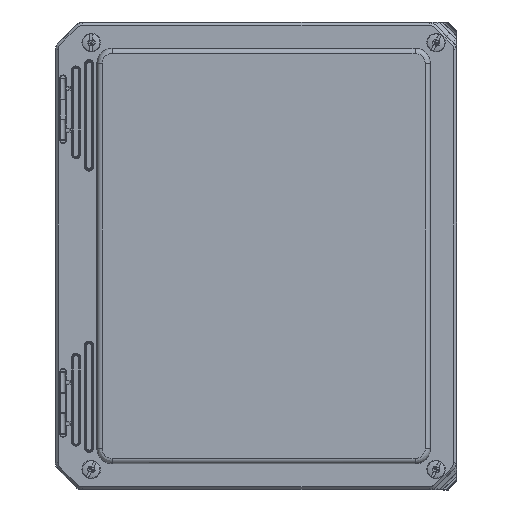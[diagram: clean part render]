
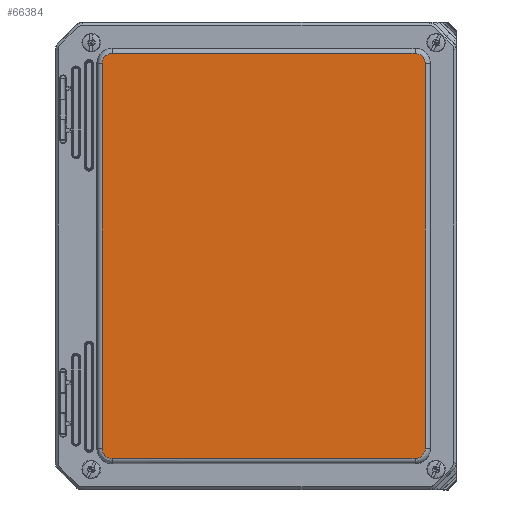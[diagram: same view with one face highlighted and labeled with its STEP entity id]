
A CAD part, top view. The second image highlights one B-rep face of the part: STEP entity #66384.
In plain terms, the highlighted planar face has unit normal (0, 0, 1).
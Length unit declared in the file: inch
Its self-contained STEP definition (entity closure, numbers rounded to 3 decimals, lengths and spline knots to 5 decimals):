
#1640 = LINE ( 'NONE', #114940, #81813 ) ;
#1765 = CARTESIAN_POINT ( 'NONE',  ( 3.9453, -4.70217, 6.31038 ) ) ;
#4986 = LINE ( 'NONE', #24616, #50330 ) ;
#5970 = EDGE_CURVE ( 'NONE', #86369, #110195, #1640, .T. ) ;
#6466 = CARTESIAN_POINT ( 'NONE',  ( -3.9473, 4.6905, 6.31038 ) ) ;
#13284 = CARTESIAN_POINT ( 'NONE',  ( 3.85651, 4.89263, 6.31038 ) ) ;
#14115 = CARTESIAN_POINT ( 'NONE',  ( 3.77014, 4.9342, 6.31038 ) ) ;
#16119 = CARTESIAN_POINT ( 'NONE',  ( -3.77214, 4.9342, 6.31038 ) ) ;
#16196 = CARTESIAN_POINT ( 'NONE',  ( 3.94109, -4.75827, 6.31038 ) ) ;
#16709 = VERTEX_POINT ( 'NONE', #36278 ) ;
#21326 = FACE_OUTER_BOUND ( 'NONE', #70952, .T. ) ;
#22000 = AXIS2_PLACEMENT_3D ( 'NONE', #60910, #78274, #59629 ) ;
#22837 = CARTESIAN_POINT ( 'NONE',  ( -3.69734, -4.95213, 6.31038 ) ) ;
#24616 = CARTESIAN_POINT ( 'NONE',  ( -0.001, 4.94047, 6.31038 ) ) ;
#25011 = CARTESIAN_POINT ( 'NONE',  ( -3.93024, 4.80267, 6.31038 ) ) ;
#25933 = CARTESIAN_POINT ( 'NONE',  ( 3.88245, -4.87529, 6.31038 ) ) ;
#32071 = ORIENTED_EDGE ( 'NONE', *, *, #108801, .F. ) ;
#34377 = CARTESIAN_POINT ( 'NONE',  ( 3.9453, -4.72087, 6.31038 ) ) ;
#35968 = CARTESIAN_POINT ( 'NONE',  ( -3.9473, 4.7279, 6.31038 ) ) ;
#36022 = EDGE_CURVE ( 'NONE', #60359, #50701, #99652, .T. ) ;
#36278 = CARTESIAN_POINT ( 'NONE',  ( 3.69534, 4.94047, 6.31038 ) ) ;
#41304 = VERTEX_POINT ( 'NONE', #112268 ) ;
#41669 = CARTESIAN_POINT ( 'NONE',  ( -3.69734, -4.95213, 6.31038 ) ) ;
#43723 = B_SPLINE_CURVE_WITH_KNOTS ( 'NONE', 3,
 ( #99675, #120408, #14115, #13284, #81847, #61949, #89928 ),
 .UNSPECIFIED., .F., .F.,
 ( 4, 1, 1, 1, 4 ),
 ( 0., 0.14286, 0.42857, 0.71429, 1. ),
 .UNSPECIFIED. ) ;
#45337 = DIRECTION ( 'NONE',  ( 1., 0., 0. ) ) ;
#45385 = CARTESIAN_POINT ( 'NONE',  ( 3.69534, -4.95213, 6.31038 ) ) ;
#48041 = ORIENTED_EDGE ( 'NONE', *, *, #36022, .F. ) ;
#49570 = VECTOR ( 'NONE', #86136, 39.37008 ) ;
#50330 = VECTOR ( 'NONE', #45337, 39.37008 ) ;
#50701 = VERTEX_POINT ( 'NONE', #97259 ) ;
#52098 = CARTESIAN_POINT ( 'NONE',  ( -3.93024, -4.81434, 6.31038 ) ) ;
#52932 = CARTESIAN_POINT ( 'NONE',  ( -3.85851, -4.90429, 6.31038 ) ) ;
#59629 = DIRECTION ( 'NONE',  ( 1., 0., 0. ) ) ;
#60260 = VECTOR ( 'NONE', #125372, 39.37008 ) ;
#60359 = VERTEX_POINT ( 'NONE', #96900 ) ;
#60910 = CARTESIAN_POINT ( 'NONE',  ( -0.001, -0.00583, 6.31038 ) ) ;
#61949 = CARTESIAN_POINT ( 'NONE',  ( 3.9453, 4.7279, 6.31038 ) ) ;
#62022 = VERTEX_POINT ( 'NONE', #1765 ) ;
#64055 = B_SPLINE_CURVE_WITH_KNOTS ( 'NONE', 3,
 ( #22837, #110003, #110815, #52932, #52098, #119796, #71478 ),
 .UNSPECIFIED., .F., .F.,
 ( 4, 1, 1, 1, 4 ),
 ( 0., 0.14286, 0.42857, 0.71429, 1. ),
 .UNSPECIFIED. ) ;
#64779 = CARTESIAN_POINT ( 'NONE',  ( -3.85851, 4.89263, 6.31038 ) ) ;
#65836 = CARTESIAN_POINT ( 'NONE',  ( 3.9453, -0.00583, 6.31038 ) ) ;
#66199 = ORIENTED_EDGE ( 'NONE', *, *, #120493, .F. ) ;
#66384 = ADVANCED_FACE ( 'NONE', ( #21326 ), #99435, .F. ) ;
#67012 = EDGE_CURVE ( 'NONE', #62022, #86369, #89387, .T. ) ;
#69684 = EDGE_CURVE ( 'NONE', #50701, #41304, #108823, .T. ) ;
#70952 = EDGE_LOOP ( 'NONE', ( #75185, #48041, #78696, #125449, #77885, #66199, #75518, #32071 ) ) ;
#71478 = CARTESIAN_POINT ( 'NONE',  ( -3.9473, -4.70217, 6.31038 ) ) ;
#74178 = CARTESIAN_POINT ( 'NONE',  ( 3.9453, -4.70217, 6.31038 ) ) ;
#75185 = ORIENTED_EDGE ( 'NONE', *, *, #69684, .F. ) ;
#75518 = ORIENTED_EDGE ( 'NONE', *, *, #95470, .F. ) ;
#77885 = ORIENTED_EDGE ( 'NONE', *, *, #67012, .F. ) ;
#78274 = DIRECTION ( 'NONE',  ( 0., 0., -1. ) ) ;
#78696 = ORIENTED_EDGE ( 'NONE', *, *, #99299, .F. ) ;
#81813 = VECTOR ( 'NONE', #114525, 39.37008 ) ;
#81847 = CARTESIAN_POINT ( 'NONE',  ( 3.92824, 4.80267, 6.31038 ) ) ;
#83834 = CARTESIAN_POINT ( 'NONE',  ( -3.71604, 4.94047, 6.31038 ) ) ;
#86136 = DIRECTION ( 'NONE',  ( 0., -1., 0. ) ) ;
#86369 = VERTEX_POINT ( 'NONE', #106136 ) ;
#89387 = B_SPLINE_CURVE_WITH_KNOTS ( 'NONE', 3,
 ( #74178, #34377, #16196, #102949, #25933, #122464, #92394, #45385 ),
 .UNSPECIFIED., .F., .F.,
 ( 4, 1, 1, 1, 1, 4 ),
 ( 0., 0.14286, 0.28571, 0.42857, 0.71429, 1. ),
 .UNSPECIFIED. ) ;
#89928 = CARTESIAN_POINT ( 'NONE',  ( 3.9453, 4.6905, 6.31038 ) ) ;
#92394 = CARTESIAN_POINT ( 'NONE',  ( 3.73274, -4.95213, 6.31038 ) ) ;
#95470 = EDGE_CURVE ( 'NONE', #16709, #98402, #43723, .T. ) ;
#96900 = CARTESIAN_POINT ( 'NONE',  ( -3.9473, -4.70217, 6.31038 ) ) ;
#97259 = CARTESIAN_POINT ( 'NONE',  ( -3.9473, 4.6905, 6.31038 ) ) ;
#98402 = VERTEX_POINT ( 'NONE', #108148 ) ;
#99299 = EDGE_CURVE ( 'NONE', #110195, #60359, #64055, .T. ) ;
#99435 = PLANE ( 'NONE',  #22000 ) ;
#99652 = LINE ( 'NONE', #106273, #60260 ) ;
#99675 = CARTESIAN_POINT ( 'NONE',  ( 3.69534, 4.94047, 6.31038 ) ) ;
#102055 = CARTESIAN_POINT ( 'NONE',  ( -3.69734, 4.94047, 6.31038 ) ) ;
#102949 = CARTESIAN_POINT ( 'NONE',  ( 3.92244, -4.81153, 6.31038 ) ) ;
#104116 = LINE ( 'NONE', #65836, #49570 ) ;
#106136 = CARTESIAN_POINT ( 'NONE',  ( 3.69534, -4.95213, 6.31038 ) ) ;
#106273 = CARTESIAN_POINT ( 'NONE',  ( -3.9473, -0.00583, 6.31038 ) ) ;
#108148 = CARTESIAN_POINT ( 'NONE',  ( 3.9453, 4.6905, 6.31038 ) ) ;
#108801 = EDGE_CURVE ( 'NONE', #41304, #16709, #4986, .T. ) ;
#108823 = B_SPLINE_CURVE_WITH_KNOTS ( 'NONE', 3,
 ( #6466, #35968, #25011, #64779, #16119, #83834, #102055 ),
 .UNSPECIFIED., .F., .F.,
 ( 4, 1, 1, 1, 4 ),
 ( 0., 0.28571, 0.57143, 0.85714, 1. ),
 .UNSPECIFIED. ) ;
#110003 = CARTESIAN_POINT ( 'NONE',  ( -3.71604, -4.95213, 6.31038 ) ) ;
#110195 = VERTEX_POINT ( 'NONE', #41669 ) ;
#110815 = CARTESIAN_POINT ( 'NONE',  ( -3.77214, -4.94587, 6.31038 ) ) ;
#112268 = CARTESIAN_POINT ( 'NONE',  ( -3.69734, 4.94047, 6.31038 ) ) ;
#114525 = DIRECTION ( 'NONE',  ( -1., 0., 0. ) ) ;
#114940 = CARTESIAN_POINT ( 'NONE',  ( -0.001, -4.95213, 6.31038 ) ) ;
#119796 = CARTESIAN_POINT ( 'NONE',  ( -3.9473, -4.73957, 6.31038 ) ) ;
#120408 = CARTESIAN_POINT ( 'NONE',  ( 3.71404, 4.94047, 6.31038 ) ) ;
#120493 = EDGE_CURVE ( 'NONE', #98402, #62022, #104116, .T. ) ;
#122464 = CARTESIAN_POINT ( 'NONE',  ( 3.80752, -4.93507, 6.31038 ) ) ;
#125372 = DIRECTION ( 'NONE',  ( 0., 1., 0. ) ) ;
#125449 = ORIENTED_EDGE ( 'NONE', *, *, #5970, .F. ) ;
